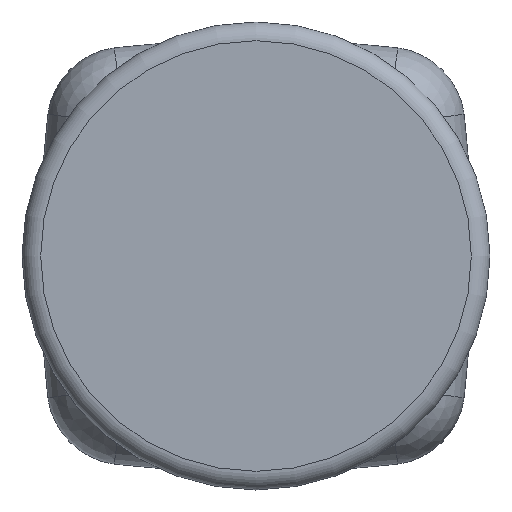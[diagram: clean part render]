
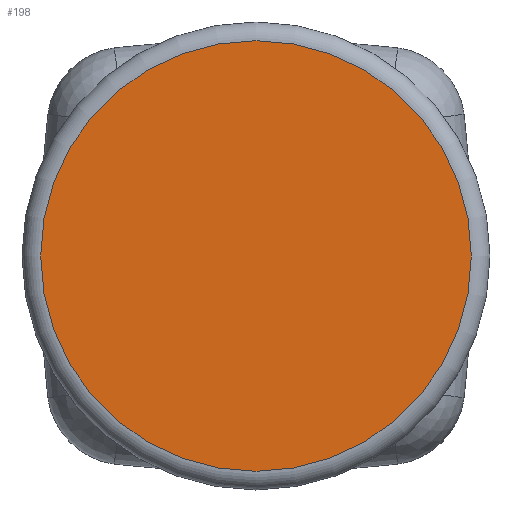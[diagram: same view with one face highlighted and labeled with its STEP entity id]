
A CAD part, left-side view. The second image highlights one B-rep face of the part: STEP entity #198.
In plain terms, the highlighted planar face has unit normal (-1, 0, 0).
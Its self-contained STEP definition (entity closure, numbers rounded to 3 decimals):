
#198=ADVANCED_FACE('',(#852),#854,.T.);
#852=FACE_BOUND('',#853,.T.);
#853=EDGE_LOOP('',(#1296));
#854=PLANE('',#855);
#855=AXIS2_PLACEMENT_3D('',#856,#857,#858);
#856=CARTESIAN_POINT('',(-0.05,0.,0.6));
#857=DIRECTION('',(-1.,-0.,0.));
#858=DIRECTION('',(0.,0.,-1.));
#1296=ORIENTED_EDGE('',*,*,#1540,.F.);
#1540=EDGE_CURVE('',#1683,#1683,#1684,.T.);
#1683=VERTEX_POINT('',#1932);
#1684=CIRCLE('',#1933,0.552);
#1932=CARTESIAN_POINT('',(-0.05,0.,0.048));
#1933=AXIS2_PLACEMENT_3D('',#1934,#1935,#1936);
#1934=CARTESIAN_POINT('',(-0.05,0.,0.6));
#1935=DIRECTION('',(1.,0.,0.));
#1936=DIRECTION('',(0.,0.,-1.));
